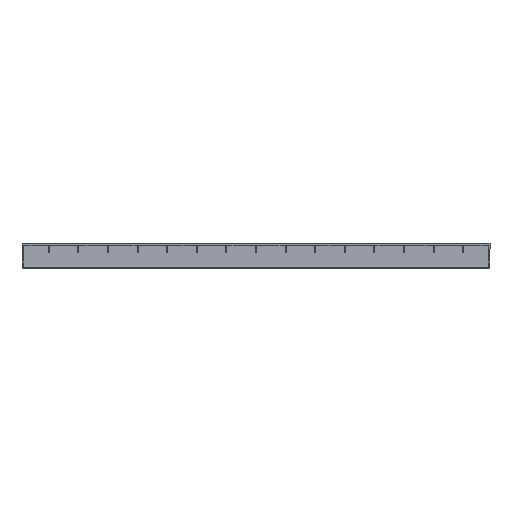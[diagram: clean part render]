
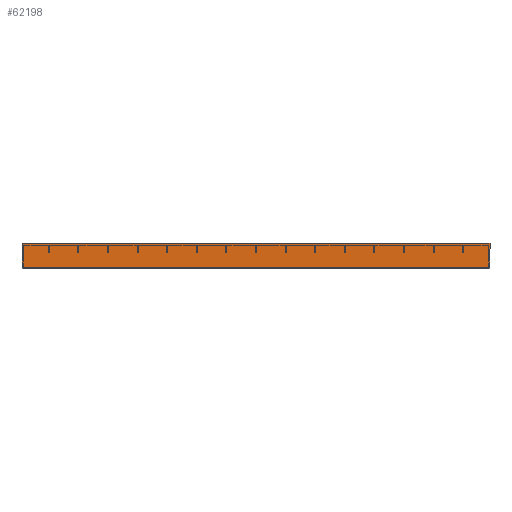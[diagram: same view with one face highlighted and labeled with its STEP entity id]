
A CAD part, top view. The second image highlights one B-rep face of the part: STEP entity #62198.
In plain terms, the highlighted planar face has unit normal (0, 0, 1).
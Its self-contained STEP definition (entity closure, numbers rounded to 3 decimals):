
#151 = LINE ( 'NONE', #20951, #60638 ) ;
#922 = EDGE_CURVE ( 'NONE', #14874, #30828, #52116, .T. ) ;
#1921 = VERTEX_POINT ( 'NONE', #17335 ) ;
#3510 = VECTOR ( 'NONE', #54016, 1000. ) ;
#12195 = EDGE_LOOP ( 'NONE', ( #55701, #35468, #48435, #53213 ) ) ;
#14843 = DIRECTION ( 'NONE',  ( 0., 0., -1. ) ) ;
#14874 = VERTEX_POINT ( 'NONE', #21532 ) ;
#15054 = DIRECTION ( 'NONE',  ( 0., 1., 0. ) ) ;
#15296 = CARTESIAN_POINT ( 'NONE',  ( 490., 12.5, 0. ) ) ;
#17335 = CARTESIAN_POINT ( 'NONE',  ( 0., 12.5, 0. ) ) ;
#20019 = CARTESIAN_POINT ( 'NONE',  ( 490., -12.5, 0. ) ) ;
#20557 = B_SPLINE_CURVE_WITH_KNOTS ( 'NONE', 3,
 ( #50372, #54812, #21373, #44853 ),
 .UNSPECIFIED., .F., .F.,
 ( 4, 4 ),
 ( 0., 1. ),
 .UNSPECIFIED. ) ;
#20951 = CARTESIAN_POINT ( 'NONE',  ( 490., -12.5, 0. ) ) ;
#21373 = CARTESIAN_POINT ( 'NONE',  ( 0., 4.167, 0. ) ) ;
#21532 = CARTESIAN_POINT ( 'NONE',  ( 490., 12.5, 0. ) ) ;
#21648 = EDGE_CURVE ( 'NONE', #37147, #1921, #20557, .T. ) ;
#21827 = VECTOR ( 'NONE', #24542, 1000. ) ;
#24542 = DIRECTION ( 'NONE',  ( 0., -1., 0. ) ) ;
#30828 = VERTEX_POINT ( 'NONE', #20019 ) ;
#34107 = PLANE ( 'NONE',  #55936 ) ;
#35468 = ORIENTED_EDGE ( 'NONE', *, *, #21648, .F. ) ;
#37147 = VERTEX_POINT ( 'NONE', #60569 ) ;
#37916 = CARTESIAN_POINT ( 'NONE',  ( 490., 12.5, 0. ) ) ;
#38969 = CARTESIAN_POINT ( 'NONE',  ( 490., 12.5, 0. ) ) ;
#44853 = CARTESIAN_POINT ( 'NONE',  ( 0., 12.5, 0. ) ) ;
#46857 = EDGE_CURVE ( 'NONE', #14874, #1921, #57198, .T. ) ;
#48435 = ORIENTED_EDGE ( 'NONE', *, *, #49848, .F. ) ;
#48844 = FACE_OUTER_BOUND ( 'NONE', #12195, .T. ) ;
#49848 = EDGE_CURVE ( 'NONE', #30828, #37147, #151, .T. ) ;
#50144 = DIRECTION ( 'NONE',  ( -1., 0., 0. ) ) ;
#50372 = CARTESIAN_POINT ( 'NONE',  ( 0., -12.5, 0. ) ) ;
#52116 = LINE ( 'NONE', #37916, #21827 ) ;
#53213 = ORIENTED_EDGE ( 'NONE', *, *, #922, .F. ) ;
#54016 = DIRECTION ( 'NONE',  ( -1., 0., 0. ) ) ;
#54812 = CARTESIAN_POINT ( 'NONE',  ( 0., -4.167, 0. ) ) ;
#55701 = ORIENTED_EDGE ( 'NONE', *, *, #46857, .T. ) ;
#55936 = AXIS2_PLACEMENT_3D ( 'NONE', #38969, #14843, #15054 ) ;
#57198 = LINE ( 'NONE', #15296, #3510 ) ;
#60569 = CARTESIAN_POINT ( 'NONE',  ( 0., -12.5, 0. ) ) ;
#60638 = VECTOR ( 'NONE', #50144, 1000. ) ;
#62198 = ADVANCED_FACE ( 'NONE', ( #48844 ), #34107, .F. ) ;
